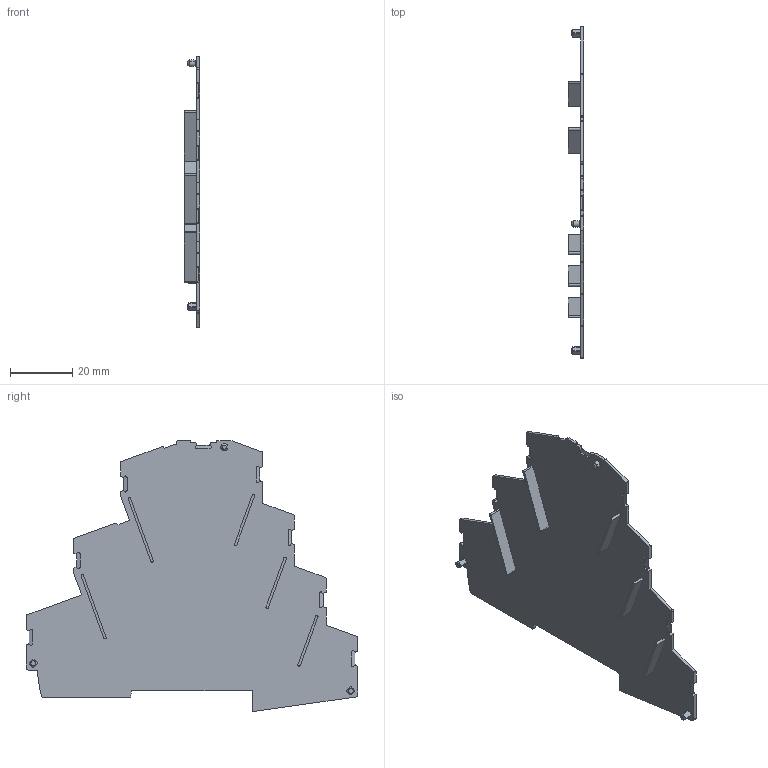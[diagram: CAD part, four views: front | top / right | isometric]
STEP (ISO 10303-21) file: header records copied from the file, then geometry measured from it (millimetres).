
FILE_DESCRIPTION(('CATIA V5 STEP Exchange','CAx-IF Rec.Pracs.--- Model Styling and Organization---1.5--- 2016-08-15','CAx-IF Rec.Pracs.---Supplemental Geometry---1.0---2011-11-01','CAx-IF Rec.Pracs.--- Composite Materials ---1.1---2010-07-15'),'2;1');
FILE_NAME ('D1462072_0', '2025-09-22T09:09:08+00:00', ('none'), ('Weidmueller'), 'CATIA Version 5-6 Release 2024 SP4', 'CATIA V5 STEP AP214 v3', 'none');
FILE_SCHEMA(('AUTOMOTIVE_DESIGN { 1 0 10303 214 1 1 1 1 }'));
Length unit declared in the file: millimetre
Products named in the file (1): v5-standard_part
Bounding box: 5 x 106.85 x 87.23 mm (x, y, z)
Volume: 6412.9 mm3; surface area: 13435.1 mm2
Topology: 1 solids, 1 shells, 350 faces, 1011 edges, 671 vertices
Faces by surface type: plane 172, cylinder 166, cone 10, torus 2
Entity records: 11381 total; most frequent: CARTESIAN_POINT 2475, ORIENTED_EDGE 2022, DIRECTION 1548, EDGE_CURVE 1011, VERTEX_POINT 671, VECTOR 654, LINE 654, AXIS2_PLACEMENT_3D 567
